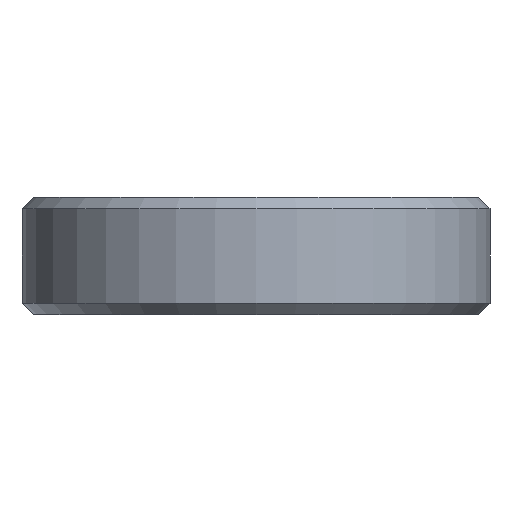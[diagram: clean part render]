
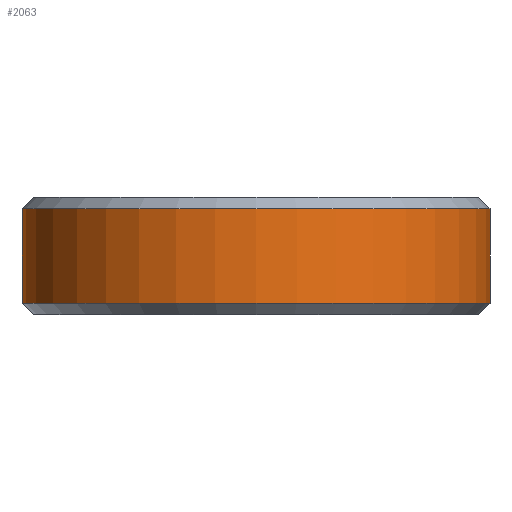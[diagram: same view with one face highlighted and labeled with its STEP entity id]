
A CAD part, left-side view. The second image highlights one B-rep face of the part: STEP entity #2063.
In plain terms, the highlighted cylindrical face has radius 6.25 mm (diameter 12.5 mm), a partial arc.
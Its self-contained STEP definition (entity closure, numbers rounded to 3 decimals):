
#144 = VERTEX_POINT('',#145);
#145 = CARTESIAN_POINT('',(0.,-6.25,0.3));
#161 = CONICAL_SURFACE('',#162,6.25,0.785);
#162 = AXIS2_PLACEMENT_3D('',#163,#164,#165);
#163 = CARTESIAN_POINT('',(0.,0.,0.3));
#164 = DIRECTION('',(0.,0.,1.));
#165 = DIRECTION('',(0.,1.,0.));
#187 = PLANE('',#188);
#188 = AXIS2_PLACEMENT_3D('',#189,#190,#191);
#189 = CARTESIAN_POINT('',(175.,-6.25,0.));
#190 = DIRECTION('',(0.,-1.,0.));
#191 = DIRECTION('',(-1.,0.,0.));
#290 = PLANE('',#291);
#291 = AXIS2_PLACEMENT_3D('',#292,#293,#294);
#292 = CARTESIAN_POINT('',(175.,6.25,0.));
#293 = DIRECTION('',(0.,-1.,0.));
#294 = DIRECTION('',(-1.,0.,0.));
#1024 = VERTEX_POINT('',#1025);
#1025 = CARTESIAN_POINT('',(0.,6.25,0.3));
#1072 = EDGE_CURVE('',#1024,#144,#1073,.T.);
#1073 = SURFACE_CURVE('',#1074,(#1079,#1086),.PCURVE_S1.);
#1074 = CIRCLE('',#1075,6.25);
#1075 = AXIS2_PLACEMENT_3D('',#1076,#1077,#1078);
#1076 = CARTESIAN_POINT('',(0.,0.,0.3));
#1077 = DIRECTION('',(0.,-0.,1.));
#1078 = DIRECTION('',(0.,1.,0.));
#1079 = PCURVE('',#161,#1080);
#1080 = DEFINITIONAL_REPRESENTATION('',(#1081),#1085);
#1081 = LINE('',#1082,#1083);
#1082 = CARTESIAN_POINT('',(0.,-0.));
#1083 = VECTOR('',#1084,1.);
#1084 = DIRECTION('',(1.,-0.));
#1085 = ( GEOMETRIC_REPRESENTATION_CONTEXT(2) 
PARAMETRIC_REPRESENTATION_CONTEXT() REPRESENTATION_CONTEXT('2D SPACE',''
  ) );
#1086 = PCURVE('',#1087,#1092);
#1087 = CYLINDRICAL_SURFACE('',#1088,6.25);
#1088 = AXIS2_PLACEMENT_3D('',#1089,#1090,#1091);
#1089 = CARTESIAN_POINT('',(0.,0.,0.));
#1090 = DIRECTION('',(-0.,-0.,-1.));
#1091 = DIRECTION('',(1.,0.,0.));
#1092 = DEFINITIONAL_REPRESENTATION('',(#1093),#1097);
#1093 = LINE('',#1094,#1095);
#1094 = CARTESIAN_POINT('',(-1.571,-0.3));
#1095 = VECTOR('',#1096,1.);
#1096 = DIRECTION('',(-1.,0.));
#1097 = ( GEOMETRIC_REPRESENTATION_CONTEXT(2) 
PARAMETRIC_REPRESENTATION_CONTEXT() REPRESENTATION_CONTEXT('2D SPACE',''
  ) );
#1106 = VERTEX_POINT('',#1107);
#1107 = CARTESIAN_POINT('',(0.,-6.25,2.825));
#1133 = EDGE_CURVE('',#144,#1106,#1134,.T.);
#1134 = SURFACE_CURVE('',#1135,(#1139,#1146),.PCURVE_S1.);
#1135 = LINE('',#1136,#1137);
#1136 = CARTESIAN_POINT('',(0.,-6.25,0.));
#1137 = VECTOR('',#1138,1.);
#1138 = DIRECTION('',(0.,0.,1.));
#1139 = PCURVE('',#187,#1140);
#1140 = DEFINITIONAL_REPRESENTATION('',(#1141),#1145);
#1141 = LINE('',#1142,#1143);
#1142 = CARTESIAN_POINT('',(175.,0.));
#1143 = VECTOR('',#1144,1.);
#1144 = DIRECTION('',(0.,-1.));
#1145 = ( GEOMETRIC_REPRESENTATION_CONTEXT(2) 
PARAMETRIC_REPRESENTATION_CONTEXT() REPRESENTATION_CONTEXT('2D SPACE',''
  ) );
#1146 = PCURVE('',#1087,#1147);
#1147 = DEFINITIONAL_REPRESENTATION('',(#1148),#1152);
#1148 = LINE('',#1149,#1150);
#1149 = CARTESIAN_POINT('',(-4.712,0.));
#1150 = VECTOR('',#1151,1.);
#1151 = DIRECTION('',(-0.,-1.));
#1152 = ( GEOMETRIC_REPRESENTATION_CONTEXT(2) 
PARAMETRIC_REPRESENTATION_CONTEXT() REPRESENTATION_CONTEXT('2D SPACE',''
  ) );
#1242 = VERTEX_POINT('',#1243);
#1243 = CARTESIAN_POINT('',(0.,6.25,2.825));
#1264 = EDGE_CURVE('',#1024,#1242,#1265,.T.);
#1265 = SURFACE_CURVE('',#1266,(#1270,#1277),.PCURVE_S1.);
#1266 = LINE('',#1267,#1268);
#1267 = CARTESIAN_POINT('',(0.,6.25,0.));
#1268 = VECTOR('',#1269,1.);
#1269 = DIRECTION('',(0.,0.,1.));
#1270 = PCURVE('',#290,#1271);
#1271 = DEFINITIONAL_REPRESENTATION('',(#1272),#1276);
#1272 = LINE('',#1273,#1274);
#1273 = CARTESIAN_POINT('',(175.,0.));
#1274 = VECTOR('',#1275,1.);
#1275 = DIRECTION('',(0.,-1.));
#1276 = ( GEOMETRIC_REPRESENTATION_CONTEXT(2) 
PARAMETRIC_REPRESENTATION_CONTEXT() REPRESENTATION_CONTEXT('2D SPACE',''
  ) );
#1277 = PCURVE('',#1087,#1278);
#1278 = DEFINITIONAL_REPRESENTATION('',(#1279),#1283);
#1279 = LINE('',#1280,#1281);
#1280 = CARTESIAN_POINT('',(-1.571,0.));
#1281 = VECTOR('',#1282,1.);
#1282 = DIRECTION('',(-0.,-1.));
#1283 = ( GEOMETRIC_REPRESENTATION_CONTEXT(2) 
PARAMETRIC_REPRESENTATION_CONTEXT() REPRESENTATION_CONTEXT('2D SPACE',''
  ) );
#2063 = ADVANCED_FACE('',(#2064),#1087,.T.);
#2064 = FACE_BOUND('',#2065,.F.);
#2065 = EDGE_LOOP('',(#2066,#2067,#2094,#2095));
#2066 = ORIENTED_EDGE('',*,*,#1264,.T.);
#2067 = ORIENTED_EDGE('',*,*,#2068,.T.);
#2068 = EDGE_CURVE('',#1242,#1106,#2069,.T.);
#2069 = SURFACE_CURVE('',#2070,(#2075,#2082),.PCURVE_S1.);
#2070 = CIRCLE('',#2071,6.25);
#2071 = AXIS2_PLACEMENT_3D('',#2072,#2073,#2074);
#2072 = CARTESIAN_POINT('',(0.,0.,2.825));
#2073 = DIRECTION('',(0.,-0.,1.));
#2074 = DIRECTION('',(0.,1.,0.));
#2075 = PCURVE('',#1087,#2076);
#2076 = DEFINITIONAL_REPRESENTATION('',(#2077),#2081);
#2077 = LINE('',#2078,#2079);
#2078 = CARTESIAN_POINT('',(-1.571,-2.825));
#2079 = VECTOR('',#2080,1.);
#2080 = DIRECTION('',(-1.,0.));
#2081 = ( GEOMETRIC_REPRESENTATION_CONTEXT(2) 
PARAMETRIC_REPRESENTATION_CONTEXT() REPRESENTATION_CONTEXT('2D SPACE',''
  ) );
#2082 = PCURVE('',#2083,#2088);
#2083 = CONICAL_SURFACE('',#2084,6.25,0.785);
#2084 = AXIS2_PLACEMENT_3D('',#2085,#2086,#2087);
#2085 = CARTESIAN_POINT('',(0.,0.,2.825));
#2086 = DIRECTION('',(-0.,-0.,-1.));
#2087 = DIRECTION('',(0.,1.,0.));
#2088 = DEFINITIONAL_REPRESENTATION('',(#2089),#2093);
#2089 = LINE('',#2090,#2091);
#2090 = CARTESIAN_POINT('',(-0.,-0.));
#2091 = VECTOR('',#2092,1.);
#2092 = DIRECTION('',(-1.,-0.));
#2093 = ( GEOMETRIC_REPRESENTATION_CONTEXT(2) 
PARAMETRIC_REPRESENTATION_CONTEXT() REPRESENTATION_CONTEXT('2D SPACE',''
  ) );
#2094 = ORIENTED_EDGE('',*,*,#1133,.F.);
#2095 = ORIENTED_EDGE('',*,*,#1072,.F.);
